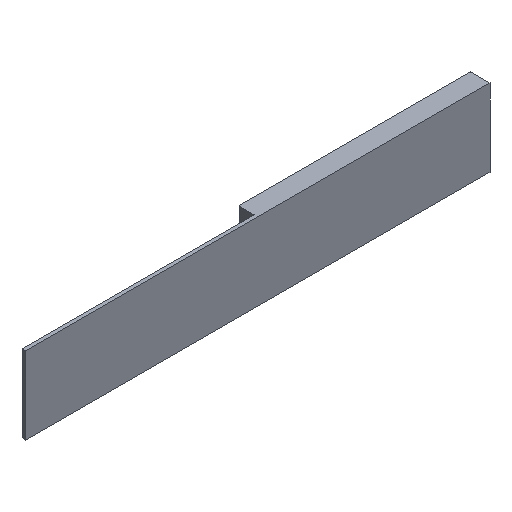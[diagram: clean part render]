
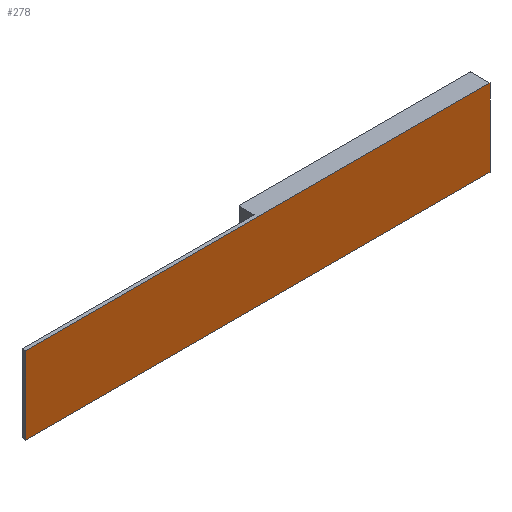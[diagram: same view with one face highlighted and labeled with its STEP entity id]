
A CAD part, isometric view. The second image highlights one B-rep face of the part: STEP entity #278.
In plain terms, the highlighted planar face has unit normal (0, -1, 0).
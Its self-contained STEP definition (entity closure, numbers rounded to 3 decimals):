
#6 = VECTOR ( 'NONE', #180, 1000. ) ;
#10 = CARTESIAN_POINT ( 'NONE',  ( 6000., -150., -500. ) ) ;
#14 = DIRECTION ( 'NONE',  ( 1., 0., 0. ) ) ;
#23 = EDGE_CURVE ( 'NONE', #94, #288, #202, .T. ) ;
#65 = CARTESIAN_POINT ( 'NONE',  ( 0., -150., -500. ) ) ;
#79 = LINE ( 'NONE', #297, #253 ) ;
#82 = CARTESIAN_POINT ( 'NONE',  ( 6000., -150., 500. ) ) ;
#86 = ORIENTED_EDGE ( 'NONE', *, *, #189, .T. ) ;
#94 = VERTEX_POINT ( 'NONE', #170 ) ;
#97 = CARTESIAN_POINT ( 'NONE',  ( 0., -150., -500. ) ) ;
#99 = DIRECTION ( 'NONE',  ( 0., 0., 1. ) ) ;
#109 = VERTEX_POINT ( 'NONE', #97 ) ;
#111 = ORIENTED_EDGE ( 'NONE', *, *, #198, .F. ) ;
#120 = DIRECTION ( 'NONE',  ( 0., 0., 1. ) ) ;
#129 = CARTESIAN_POINT ( 'NONE',  ( 0., -150., 500. ) ) ;
#139 = VECTOR ( 'NONE', #99, 1000. ) ;
#143 = EDGE_LOOP ( 'NONE', ( #209, #111, #160, #86 ) ) ;
#151 = PLANE ( 'NONE',  #158 ) ;
#158 = AXIS2_PLACEMENT_3D ( 'NONE', #295, #289, #14 ) ;
#160 = ORIENTED_EDGE ( 'NONE', *, *, #299, .F. ) ;
#170 = CARTESIAN_POINT ( 'NONE',  ( 6000., -150., -500. ) ) ;
#179 = FACE_OUTER_BOUND ( 'NONE', #143, .T. ) ;
#180 = DIRECTION ( 'NONE',  ( 1., 0., 0. ) ) ;
#181 = LINE ( 'NONE', #65, #6 ) ;
#189 = EDGE_CURVE ( 'NONE', #109, #94, #181, .T. ) ;
#198 = EDGE_CURVE ( 'NONE', #239, #288, #204, .T. ) ;
#202 = LINE ( 'NONE', #10, #139 ) ;
#204 = LINE ( 'NONE', #129, #235 ) ;
#209 = ORIENTED_EDGE ( 'NONE', *, *, #23, .T. ) ;
#235 = VECTOR ( 'NONE', #247, 1000. ) ;
#239 = VERTEX_POINT ( 'NONE', #268 ) ;
#247 = DIRECTION ( 'NONE',  ( 1., 0., 0. ) ) ;
#253 = VECTOR ( 'NONE', #120, 1000. ) ;
#268 = CARTESIAN_POINT ( 'NONE',  ( 0., -150., 500. ) ) ;
#278 = ADVANCED_FACE ( 'NONE', ( #179 ), #151, .T. ) ;
#288 = VERTEX_POINT ( 'NONE', #82 ) ;
#289 = DIRECTION ( 'NONE',  ( 0., -1., 0. ) ) ;
#295 = CARTESIAN_POINT ( 'NONE',  ( 3000., -150., -500. ) ) ;
#297 = CARTESIAN_POINT ( 'NONE',  ( 0., -150., -500. ) ) ;
#299 = EDGE_CURVE ( 'NONE', #109, #239, #79, .T. ) ;
